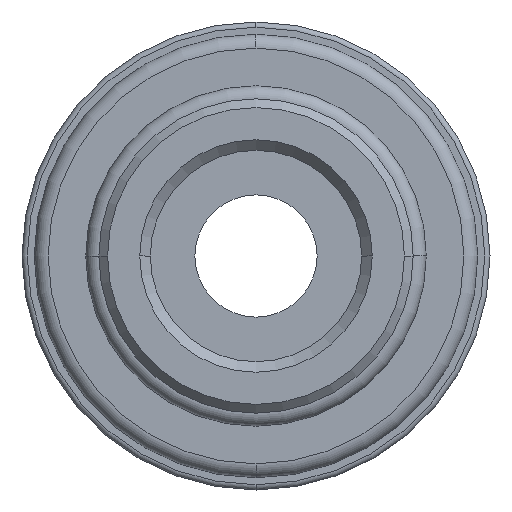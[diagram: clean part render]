
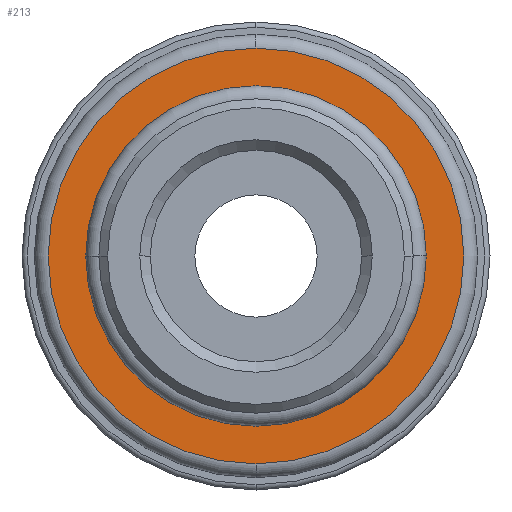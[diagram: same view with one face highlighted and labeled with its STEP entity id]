
A CAD part, front view. The second image highlights one B-rep face of the part: STEP entity #213.
In plain terms, the highlighted planar face has unit normal (0, -1, 0).
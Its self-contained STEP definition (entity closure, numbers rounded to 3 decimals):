
#213=ADVANCED_FACE('',(#467,#468),#469,.T.);
#467=FACE_BOUND('',#760,.T.);
#468=FACE_OUTER_BOUND('',#761,.T.);
#469=PLANE('',#762);
#760=EDGE_LOOP('',(#1314,#1315,#1316));
#761=EDGE_LOOP('',(#1317,#1318,#1319));
#762=AXIS2_PLACEMENT_3D('',#1320,#1321,#1322);
#1314=ORIENTED_EDGE('',*,*,#1689,.T.);
#1315=ORIENTED_EDGE('',*,*,#1886,.T.);
#1316=ORIENTED_EDGE('',*,*,#1690,.T.);
#1317=ORIENTED_EDGE('',*,*,#1887,.F.);
#1318=ORIENTED_EDGE('',*,*,#1888,.F.);
#1319=ORIENTED_EDGE('',*,*,#1859,.F.);
#1320=CARTESIAN_POINT('',(10.45,2.5,0.0));
#1321=DIRECTION('',(-0.0,-1.0,-0.0));
#1322=DIRECTION('',(-1.0,0.0,0.0));
#1689=EDGE_CURVE('',#2004,#2002,#2005,.T.);
#1690=EDGE_CURVE('',#2006,#2004,#2007,.T.);
#1859=EDGE_CURVE('',#2268,#2264,#2270,.T.);
#1886=EDGE_CURVE('',#2002,#2006,#2303,.T.);
#1887=EDGE_CURVE('',#2304,#2268,#2305,.T.);
#1888=EDGE_CURVE('',#2264,#2304,#2306,.T.);
#2002=VERTEX_POINT('',#2519);
#2004=VERTEX_POINT('',#2521);
#2005=CIRCLE('',#2522,9.75);
#2006=VERTEX_POINT('',#2523);
#2007=CIRCLE('',#2524,9.75);
#2264=VERTEX_POINT('',#2930);
#2268=VERTEX_POINT('',#2934);
#2270=CIRCLE('',#2936,11.9);
#2303=CIRCLE('',#2972,9.75);
#2304=VERTEX_POINT('',#2973);
#2305=CIRCLE('',#2974,11.9);
#2306=CIRCLE('',#2975,11.9);
#2519=CARTESIAN_POINT('',(9.75,2.5,0.));
#2521=CARTESIAN_POINT('',(0.,2.5,9.75));
#2522=AXIS2_PLACEMENT_3D('',#3135,#3136,#3137);
#2523=CARTESIAN_POINT('',(-9.75,2.5,0.));
#2524=AXIS2_PLACEMENT_3D('',#3138,#3139,#3140);
#2930=CARTESIAN_POINT('',(0.,2.5,11.9));
#2934=CARTESIAN_POINT('',(0.,2.5,-11.9));
#2936=AXIS2_PLACEMENT_3D('',#3448,#3449,#3450);
#2972=AXIS2_PLACEMENT_3D('',#3493,#3494,#3495);
#2973=CARTESIAN_POINT('',(11.9,2.5,0.0));
#2974=AXIS2_PLACEMENT_3D('',#3496,#3497,#3498);
#2975=AXIS2_PLACEMENT_3D('',#3499,#3500,#3501);
#3135=CARTESIAN_POINT('',(0.0,2.5,0.0));
#3136=DIRECTION('',(0.0,1.0,0.0));
#3137=DIRECTION('',(0.0,0.0,-1.0));
#3138=CARTESIAN_POINT('',(0.0,2.5,0.0));
#3139=DIRECTION('',(0.0,1.0,0.0));
#3140=DIRECTION('',(0.0,0.0,-1.0));
#3448=CARTESIAN_POINT('',(0.0,2.5,0.0));
#3449=DIRECTION('',(-0.0,1.0,0.0));
#3450=DIRECTION('',(1.0,0.0,0.0));
#3493=CARTESIAN_POINT('',(0.0,2.5,0.0));
#3494=DIRECTION('',(0.0,1.0,0.0));
#3495=DIRECTION('',(0.0,0.0,-1.0));
#3496=CARTESIAN_POINT('',(0.0,2.5,0.0));
#3497=DIRECTION('',(-0.0,1.0,0.0));
#3498=DIRECTION('',(1.0,0.0,0.0));
#3499=CARTESIAN_POINT('',(0.0,2.5,0.0));
#3500=DIRECTION('',(-0.0,1.0,0.0));
#3501=DIRECTION('',(1.0,0.0,0.0));
